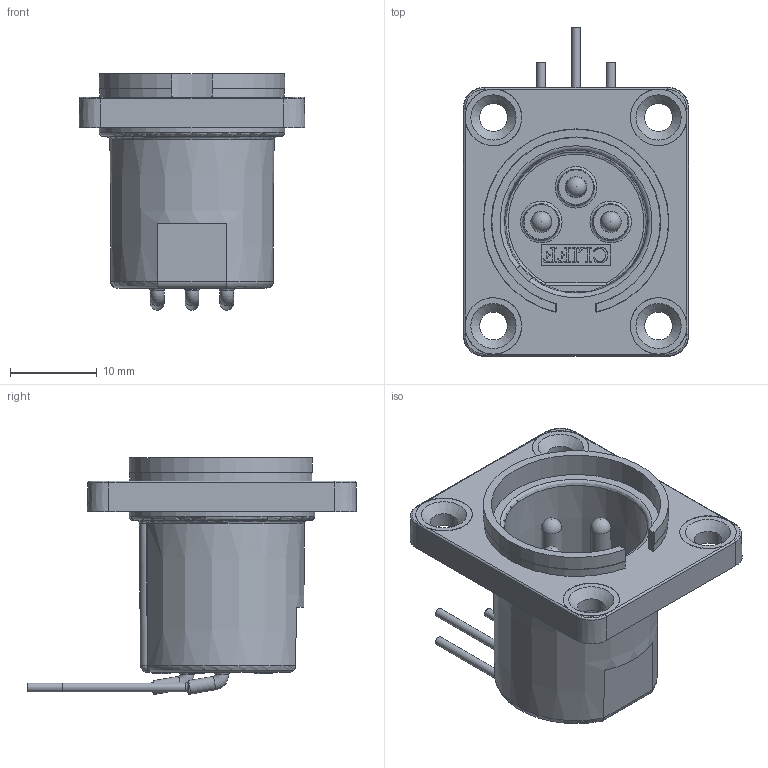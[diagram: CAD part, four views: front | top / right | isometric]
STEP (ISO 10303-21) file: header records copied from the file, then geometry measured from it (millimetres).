
FILE_DESCRIPTION(/* description */ (''),/* implementation_level */ '2;1');
FILE_NAME(/* name */ 'CP30062.stp',/* time_stamp */ '2020-09-07T09:58:20+01:00',/* author */ ('tottley'),/* organization */ (''),/* preprocessor_version */ 'ST-DEVELOPER v18',/* originating_system */ 'Autodesk Inventor 2020',/* authorisation */ '');
FILE_SCHEMA (('AUTOMOTIVE_DESIGN { 1 0 10303 214 3 1 1 }'));
Length unit declared in the file: millimetre
Products named in the file (1): Part3
Bounding box: 26 x 37.89 x 27.23 mm (x, y, z)
Volume: 4197.3 mm3; surface area: 5459.2 mm2
Topology: 1 solids, 4 shells, 651 faces, 1911 edges, 1201 vertices
Faces by surface type: plane 472, bspline 72, cylinder 42, cone 35, torus 25, sphere 5
Full cylindrical faces by diameter (mm): 1 x3, 1.57 x3, 2.34 x9, 2.4 x3, 3.2 x4, 6.5 x4
Entity records: 23244 total; most frequent: CARTESIAN_POINT 5639, ORIENTED_EDGE 3812, DIRECTION 3232, EDGE_CURVE 1906, VERTEX_POINT 1201, AXIS2_PLACEMENT_3D 1107, LINE 1018, VECTOR 1018
